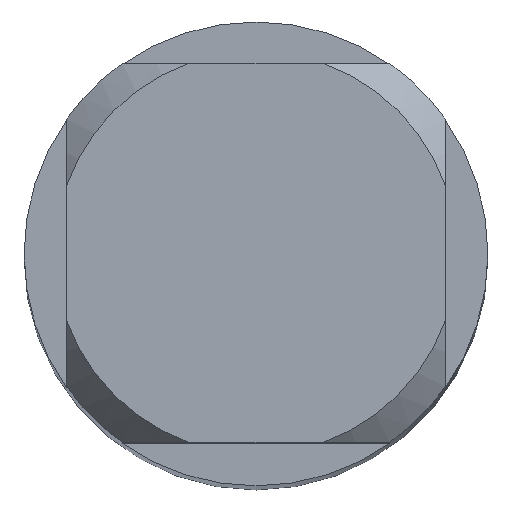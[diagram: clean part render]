
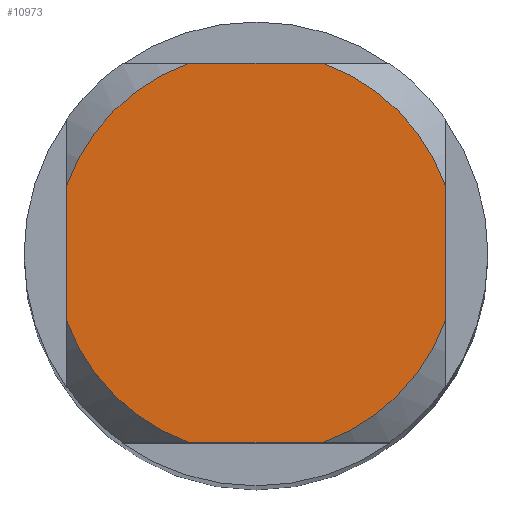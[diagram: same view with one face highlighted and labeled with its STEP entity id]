
A CAD part, top view. The second image highlights one B-rep face of the part: STEP entity #10973.
In plain terms, the highlighted planar face has unit normal (0, 0, 1).
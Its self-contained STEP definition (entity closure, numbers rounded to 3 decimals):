
#4395=VERTEX_POINT('',#11870);
#5021=EDGE_CURVE('',#5125,#8495,#12559,.T.);
#5125=VERTEX_POINT('',#12669);
#5129=EDGE_CURVE('',#7453,#5379,#12673,.T.);
#5379=VERTEX_POINT('',#12943);
#6015=VERTEX_POINT('',#13643);
#6425=VERTEX_POINT('',#14083);
#6863=EDGE_CURVE('',#9099,#8495,#14560,.T.);
#7123=EDGE_CURVE('',#4395,#6015,#14836,.T.);
#7133=EDGE_CURVE('',#5125,#6425,#14846,.T.);
#7219=EDGE_CURVE('',#4395,#5379,#14939,.T.);
#7377=EDGE_CURVE('',#7453,#6425,#15112,.T.);
#7453=VERTEX_POINT('',#15201);
#8495=VERTEX_POINT('',#16341);
#9095=EDGE_CURVE('',#9099,#6015,#16993,.T.);
#9099=VERTEX_POINT('',#16997);
#10973=ADVANCED_FACE('',(#19048),#19049,.T.);
#11870=CARTESIAN_POINT('',(-0.87,-2.45,0.0));
#12559=CIRCLE('',#21476,2.6);
#12669=CARTESIAN_POINT('',(0.87,2.45,0.0));
#12673=LINE('',#21698,#21699);
#12943=CARTESIAN_POINT('',(-2.45,-0.87,0.0));
#13643=CARTESIAN_POINT('',(0.87,-2.45,0.0));
#14083=CARTESIAN_POINT('',(-0.87,2.45,0.0));
#14560=LINE('',#24915,#24916);
#14836=LINE('',#25359,#25360);
#14846=LINE('',#25376,#25377);
#14939=CIRCLE('',#25528,2.6);
#15112=CIRCLE('',#25814,2.6);
#15201=CARTESIAN_POINT('',(-2.45,0.87,0.0));
#16341=CARTESIAN_POINT('',(2.45,0.87,0.0));
#16993=CIRCLE('',#28810,2.6);
#16997=CARTESIAN_POINT('',(2.45,-0.87,0.0));
#19048=FACE_OUTER_BOUND('',#32200,.T.);
#19049=PLANE('',#32201);
#21476=AXIS2_PLACEMENT_3D('',#34258,#34259,#34260);
#21698=CARTESIAN_POINT('',(-2.45,0.65,0.0));
#21699=VECTOR('',#34595,1.0);
#24915=CARTESIAN_POINT('',(2.45,0.65,0.0));
#24916=VECTOR('',#36565,1.0);
#25359=CARTESIAN_POINT('',(0.0,-2.45,0.0));
#25360=VECTOR('',#36810,1.0);
#25376=CARTESIAN_POINT('',(0.0,2.45,0.0));
#25377=VECTOR('',#36816,1.0);
#25528=AXIS2_PLACEMENT_3D('',#37169,#37170,#37171);
#25814=AXIS2_PLACEMENT_3D('',#37354,#37355,#37356);
#28810=AXIS2_PLACEMENT_3D('',#39402,#39403,#39404);
#32200=EDGE_LOOP('',(#41676,#41677,#41678,#41679,#41680,#41681,#41682,#41683));
#32201=AXIS2_PLACEMENT_3D('',#41684,#41685,#41686);
#34258=CARTESIAN_POINT('',(0.0,0.0,0.0));
#34259=DIRECTION('',(0.0,0.0,-1.0));
#34260=DIRECTION('',(0.0,1.0,0.0));
#34595=DIRECTION('',(-0.0,-1.0,0.0));
#36565=DIRECTION('',(-0.0,1.0,0.0));
#36810=DIRECTION('',(1.0,0.0,0.0));
#36816=DIRECTION('',(-1.0,0.0,0.0));
#37169=CARTESIAN_POINT('',(0.0,0.0,0.0));
#37170=DIRECTION('',(0.0,0.0,-1.0));
#37171=DIRECTION('',(0.0,1.0,0.0));
#37354=CARTESIAN_POINT('',(0.0,0.0,0.0));
#37355=DIRECTION('',(0.0,0.0,-1.0));
#37356=DIRECTION('',(0.0,1.0,0.0));
#39402=CARTESIAN_POINT('',(0.0,0.0,0.0));
#39403=DIRECTION('',(0.0,0.0,-1.0));
#39404=DIRECTION('',(0.0,1.0,0.0));
#41676=ORIENTED_EDGE('',*,*,#5129,.T.);
#41677=ORIENTED_EDGE('',*,*,#7219,.F.);
#41678=ORIENTED_EDGE('',*,*,#7123,.T.);
#41679=ORIENTED_EDGE('',*,*,#9095,.F.);
#41680=ORIENTED_EDGE('',*,*,#6863,.T.);
#41681=ORIENTED_EDGE('',*,*,#5021,.F.);
#41682=ORIENTED_EDGE('',*,*,#7133,.T.);
#41683=ORIENTED_EDGE('',*,*,#7377,.F.);
#41684=CARTESIAN_POINT('',(0.0,1.3,0.0));
#41685=DIRECTION('',(-0.0,0.0,1.0));
#41686=DIRECTION('',(0.0,-1.0,0.0));
